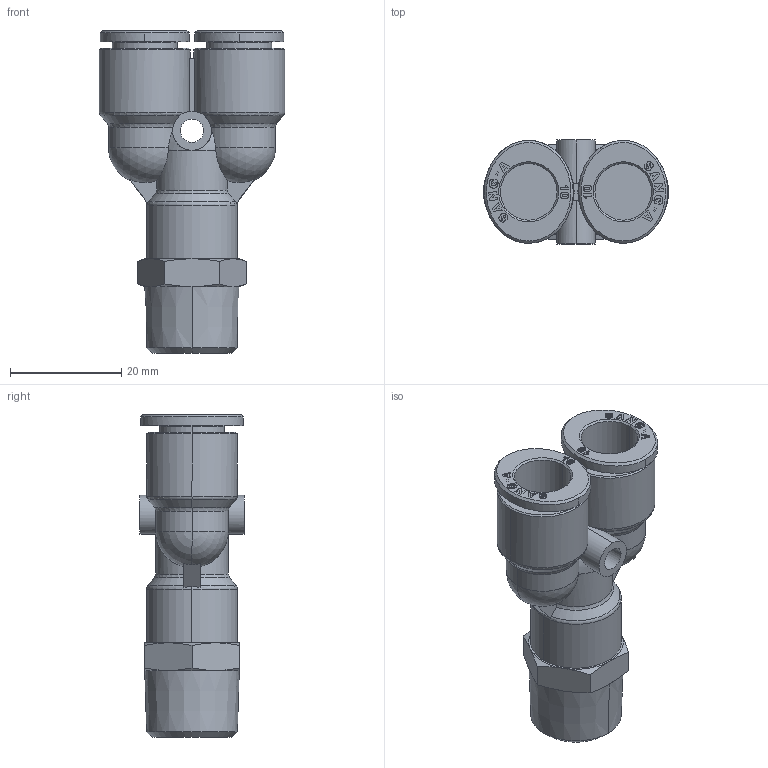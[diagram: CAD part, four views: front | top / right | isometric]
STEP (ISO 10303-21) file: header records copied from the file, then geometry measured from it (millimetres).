
FILE_DESCRIPTION((''),'2;1');
FILE_NAME('GPWT_1003(3D).stp','2012-12-27T19:31:06',(''),(''),'Mechanical Desktop.R8.0.24.0','Mechanical Desktop.R8.0.24.0',', , ');
FILE_SCHEMA(('CONFIG_CONTROL_DESIGN'));
Length unit declared in the file: millimetre
Products named in the file (2): GPWT_1003(3D); ºÎÇ°1
Assembly tree (1 placements, depth 2):
  GPWT_1003(3D)
    ºÎÇ°1
Bounding box: 33.3 x 18.7 x 58 mm (x, y, z)
Volume: 11844 mm3; surface area: 7447.9 mm2
Topology: 1 solids, 1 shells, 888 faces, 2526 edges, 1666 vertices
Faces by surface type: plane 784, cone 38, cylinder 30, bspline 22, sphere 8, torus 6
Entity records: 29701 total; most frequent: CARTESIAN_POINT 6688, ORIENTED_EDGE 5044, DIRECTION 4288, EDGE_CURVE 2522, VECTOR 2280, LINE 2280, VERTEX_POINT 1666, AXIS2_PLACEMENT_3D 1004
